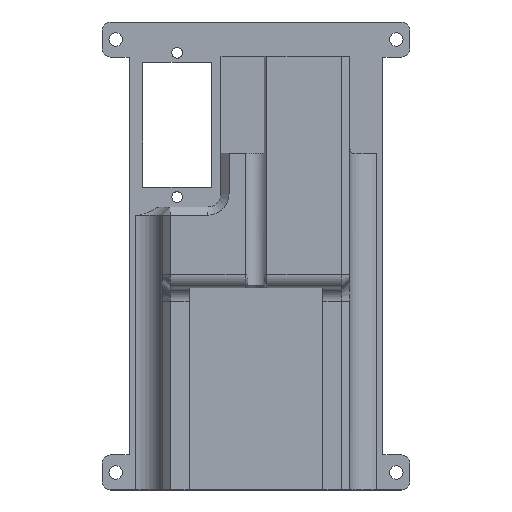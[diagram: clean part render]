
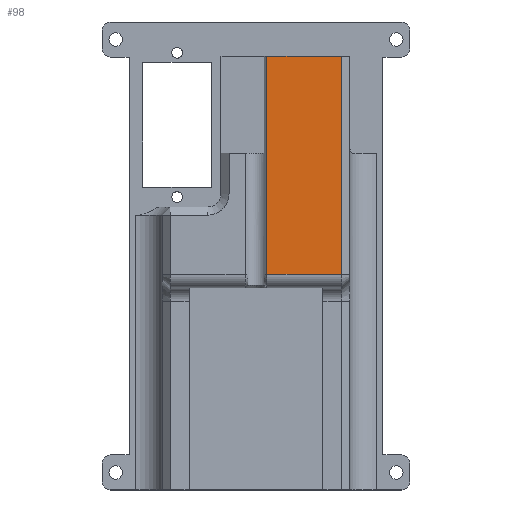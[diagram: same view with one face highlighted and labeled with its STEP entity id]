
A CAD part, top view. The second image highlights one B-rep face of the part: STEP entity #98.
In plain terms, the highlighted planar face has unit normal (0, 0, 1).
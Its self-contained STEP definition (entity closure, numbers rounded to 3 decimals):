
#98 = ADVANCED_FACE ( 'NONE', ( #2329 ), #147, .T. ) ;
#147 = PLANE ( 'NONE',  #1122 ) ;
#334 = DIRECTION ( 'NONE',  ( 0., 1., 0. ) ) ;
#608 = CARTESIAN_POINT ( 'NONE',  ( -1.888, 6.131, 17. ) ) ;
#617 = EDGE_CURVE ( 'NONE', #2232, #2318, #860, .T. ) ;
#749 = DIRECTION ( 'NONE',  ( 1., 0., 0. ) ) ;
#859 = LINE ( 'NONE', #1094, #2956 ) ;
#860 = LINE ( 'NONE', #608, #2512 ) ;
#956 = EDGE_CURVE ( 'NONE', #1484, #2318, #2961, .T. ) ;
#983 = LINE ( 'NONE', #1932, #2542 ) ;
#1018 = CARTESIAN_POINT ( 'NONE',  ( -17.288, 6.131, 17. ) ) ;
#1094 = CARTESIAN_POINT ( 'NONE',  ( -17.288, 0., 17. ) ) ;
#1105 = ORIENTED_EDGE ( 'NONE', *, *, #2776, .T. ) ;
#1111 = CARTESIAN_POINT ( 'NONE',  ( 0., 0., 17. ) ) ;
#1122 = AXIS2_PLACEMENT_3D ( 'NONE', #1111, #2062, #1623 ) ;
#1335 = VECTOR ( 'NONE', #334, 1000. ) ;
#1349 = CARTESIAN_POINT ( 'NONE',  ( -3.388, 6.131, 17. ) ) ;
#1484 = VERTEX_POINT ( 'NONE', #1707 ) ;
#1623 = DIRECTION ( 'NONE',  ( 1., 0., 0. ) ) ;
#1707 = CARTESIAN_POINT ( 'NONE',  ( -3.388, -34.369, 17. ) ) ;
#1782 = DIRECTION ( 'NONE',  ( 1., 0., 0. ) ) ;
#1932 = CARTESIAN_POINT ( 'NONE',  ( 0., -34.369, 17. ) ) ;
#1965 = VERTEX_POINT ( 'NONE', #2068 ) ;
#2062 = DIRECTION ( 'NONE',  ( 0., 0., 1. ) ) ;
#2068 = CARTESIAN_POINT ( 'NONE',  ( -17.288, -34.369, 17. ) ) ;
#2232 = VERTEX_POINT ( 'NONE', #1018 ) ;
#2269 = CARTESIAN_POINT ( 'NONE',  ( -3.388, 6.131, 17. ) ) ;
#2274 = EDGE_CURVE ( 'NONE', #1965, #1484, #983, .T. ) ;
#2318 = VERTEX_POINT ( 'NONE', #1349 ) ;
#2329 = FACE_OUTER_BOUND ( 'NONE', #3067, .T. ) ;
#2444 = ORIENTED_EDGE ( 'NONE', *, *, #617, .F. ) ;
#2512 = VECTOR ( 'NONE', #1782, 1000. ) ;
#2542 = VECTOR ( 'NONE', #749, 1000. ) ;
#2651 = ORIENTED_EDGE ( 'NONE', *, *, #2274, .T. ) ;
#2776 = EDGE_CURVE ( 'NONE', #2232, #1965, #859, .T. ) ;
#2830 = DIRECTION ( 'NONE',  ( 0., -1., 0. ) ) ;
#2956 = VECTOR ( 'NONE', #2830, 1000. ) ;
#2961 = LINE ( 'NONE', #2269, #1335 ) ;
#2978 = ORIENTED_EDGE ( 'NONE', *, *, #956, .T. ) ;
#3067 = EDGE_LOOP ( 'NONE', ( #2651, #2978, #2444, #1105 ) ) ;
